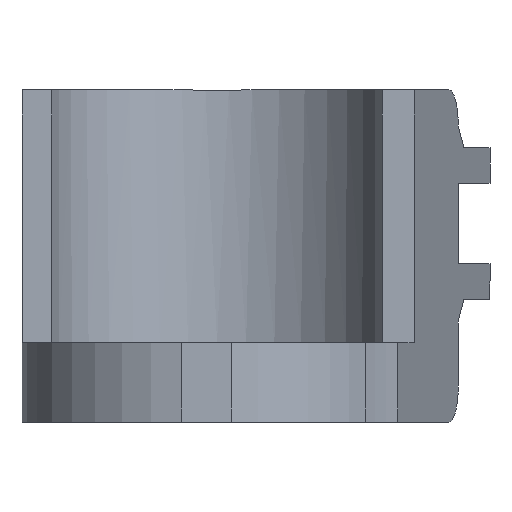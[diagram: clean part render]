
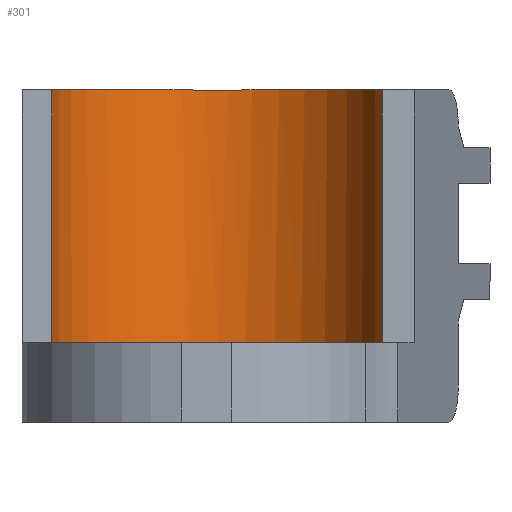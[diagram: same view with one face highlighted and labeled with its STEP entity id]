
A CAD part, front view. The second image highlights one B-rep face of the part: STEP entity #301.
In plain terms, the highlighted cylindrical face has radius 23.228 mm (diameter 46.455 mm), a partial arc.
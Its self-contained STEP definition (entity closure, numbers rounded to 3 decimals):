
#25 = CARTESIAN_POINT ( 'NONE',  ( -9.174, -30.49, 6. ) ) ;
#34 = CIRCLE ( 'NONE', #800, 23.228 ) ;
#57 = ORIENTED_EDGE ( 'NONE', *, *, #890, .T. ) ;
#58 = CYLINDRICAL_SURFACE ( 'NONE', #193, 23.228 ) ;
#59 = VERTEX_POINT ( 'NONE', #1078 ) ;
#65 = CARTESIAN_POINT ( 'NONE',  ( -9.174, -30.49, 2. ) ) ;
#98 = AXIS2_PLACEMENT_3D ( 'NONE', #766, #1042, #1649 ) ;
#118 = CARTESIAN_POINT ( 'NONE',  ( -32.049, -26.456, 41. ) ) ;
#129 = CARTESIAN_POINT ( 'NONE',  ( 13.701, -26.456, 41. ) ) ;
#190 = CARTESIAN_POINT ( 'NONE',  ( -8.352, -7.263, 40.974 ) ) ;
#193 = AXIS2_PLACEMENT_3D ( 'NONE', #65, #1406, #1856 ) ;
#207 = CARTESIAN_POINT ( 'NONE',  ( -9.174, -30.49, 41. ) ) ;
#218 = VERTEX_POINT ( 'NONE', #129 ) ;
#301 = ADVANCED_FACE ( 'NONE', ( #1121 ), #58, .F. ) ;
#360 = DIRECTION ( 'NONE',  ( 0., 0., 1. ) ) ;
#372 = CARTESIAN_POINT ( 'NONE',  ( -10.781, -7.303, 40.979 ) ) ;
#409 = LINE ( 'NONE', #1719, #1249 ) ;
#470 = DIRECTION ( 'NONE',  ( 0., 0., 1. ) ) ;
#476 = CARTESIAN_POINT ( 'NONE',  ( -4.329, -7.773, 41. ) ) ;
#520 = CARTESIAN_POINT ( 'NONE',  ( -14.019, -7.773, 41. ) ) ;
#614 = CARTESIAN_POINT ( 'NONE',  ( 13.701, -26.456, 6. ) ) ;
#660 = ORIENTED_EDGE ( 'NONE', *, *, #680, .T. ) ;
#664 = CARTESIAN_POINT ( 'NONE',  ( -12.406, -7.473, 40.992 ) ) ;
#671 = CARTESIAN_POINT ( 'NONE',  ( -5.131, -7.602, 41. ) ) ;
#680 = EDGE_CURVE ( 'NONE', #218, #1751, #34, .T. ) ;
#730 = AXIS2_PLACEMENT_3D ( 'NONE', #25, #470, #1062 ) ;
#731 = B_SPLINE_CURVE_WITH_KNOTS ( 'NONE', 3,
 ( #806, #671, #1844, #1404, #190, #1394, #372, #664, #1262, #520 ),
 .UNSPECIFIED., .F., .F.,
 ( 4, 2, 2, 2, 4 ),
 ( 0., 0.002, 0.005, 0.007, 0.01 ),
 .UNSPECIFIED. ) ;
#734 = CARTESIAN_POINT ( 'NONE',  ( -14.019, -7.773, 41. ) ) ;
#754 = ORIENTED_EDGE ( 'NONE', *, *, #773, .T. ) ;
#766 = CARTESIAN_POINT ( 'NONE',  ( -9.174, -30.49, 41. ) ) ;
#773 = EDGE_CURVE ( 'NONE', #1751, #1007, #731, .T. ) ;
#800 = AXIS2_PLACEMENT_3D ( 'NONE', #207, #360, #1268 ) ;
#806 = CARTESIAN_POINT ( 'NONE',  ( -4.329, -7.773, 41. ) ) ;
#864 = ORIENTED_EDGE ( 'NONE', *, *, #1026, .T. ) ;
#890 = EDGE_CURVE ( 'NONE', #941, #218, #409, .T. ) ;
#898 = LINE ( 'NONE', #1534, #1756 ) ;
#941 = VERTEX_POINT ( 'NONE', #614 ) ;
#1007 = VERTEX_POINT ( 'NONE', #734 ) ;
#1026 = EDGE_CURVE ( 'NONE', #1007, #1267, #1780, .T. ) ;
#1042 = DIRECTION ( 'NONE',  ( 0., 0., 1. ) ) ;
#1047 = ORIENTED_EDGE ( 'NONE', *, *, #1057, .F. ) ;
#1057 = EDGE_CURVE ( 'NONE', #941, #59, #1568, .T. ) ;
#1062 = DIRECTION ( 'NONE',  ( 1., 0., 0. ) ) ;
#1078 = CARTESIAN_POINT ( 'NONE',  ( -32.049, -26.456, 6. ) ) ;
#1100 = EDGE_CURVE ( 'NONE', #1267, #59, #898, .T. ) ;
#1121 = FACE_OUTER_BOUND ( 'NONE', #1319, .T. ) ;
#1249 = VECTOR ( 'NONE', #1456, 1000. ) ;
#1262 = CARTESIAN_POINT ( 'NONE',  ( -13.217, -7.602, 41. ) ) ;
#1266 = DIRECTION ( 'NONE',  ( 0., 0., -1. ) ) ;
#1267 = VERTEX_POINT ( 'NONE', #118 ) ;
#1268 = DIRECTION ( 'NONE',  ( 1., 0., 0. ) ) ;
#1319 = EDGE_LOOP ( 'NONE', ( #660, #754, #864, #1551, #1047, #57 ) ) ;
#1394 = CARTESIAN_POINT ( 'NONE',  ( -9.97, -7.262, 40.974 ) ) ;
#1404 = CARTESIAN_POINT ( 'NONE',  ( -7.545, -7.305, 40.979 ) ) ;
#1406 = DIRECTION ( 'NONE',  ( 0., 0., 1. ) ) ;
#1456 = DIRECTION ( 'NONE',  ( 0., 0., 1. ) ) ;
#1534 = CARTESIAN_POINT ( 'NONE',  ( -32.049, -26.456, 2. ) ) ;
#1551 = ORIENTED_EDGE ( 'NONE', *, *, #1100, .T. ) ;
#1568 = CIRCLE ( 'NONE', #730, 23.228 ) ;
#1649 = DIRECTION ( 'NONE',  ( 1., 0., 0. ) ) ;
#1719 = CARTESIAN_POINT ( 'NONE',  ( 13.701, -26.456, 2. ) ) ;
#1751 = VERTEX_POINT ( 'NONE', #476 ) ;
#1756 = VECTOR ( 'NONE', #1266, 1000. ) ;
#1780 = CIRCLE ( 'NONE', #98, 23.228 ) ;
#1844 = CARTESIAN_POINT ( 'NONE',  ( -5.935, -7.475, 40.992 ) ) ;
#1856 = DIRECTION ( 'NONE',  ( 1., 0., 0. ) ) ;
